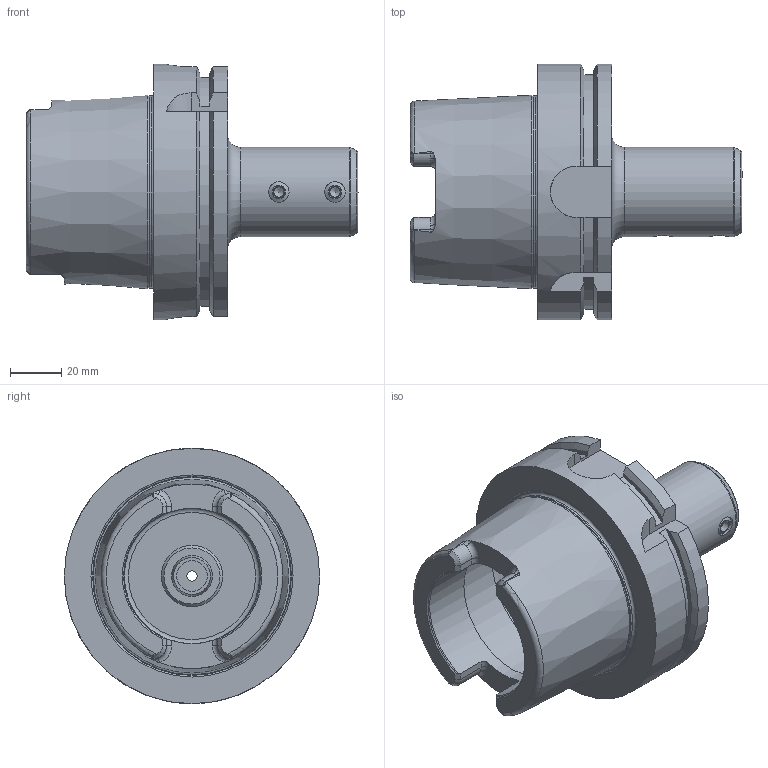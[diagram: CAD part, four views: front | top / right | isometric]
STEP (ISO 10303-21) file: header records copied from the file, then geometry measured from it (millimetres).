
FILE_DESCRIPTION((''),'2;1');
FILE_NAME('591077010080-3D.stp','2021-10-05T13:45:42',('nttooll'),(''),'Autodesk Inventor 2012','Autodesk Inventor 2012','');
FILE_SCHEMA(('AUTOMOTIVE_DESIGN { 1 0 10303 214 1 1 1 1 }'));
Length unit declared in the file: millimetre
Products named in the file (1): 591077010080-3D
Bounding box: 130 x 100 x 100 mm (x, y, z)
Volume: 307425 mm3; surface area: 59166.8 mm2
Topology: 1 solids, 1 shells, 145 faces, 348 edges, 216 vertices
Faces by surface type: plane 48, cylinder 45, cone 32, torus 20
Full cylindrical faces by diameter (mm): 4 x3, 4.619 x2, 5.5 x2, 8 x4, 10 x1, 10.4 x1, 12 x1, 15.3 x1, 16 x1, 24 x1, 35 x1, 53 x1, 53.8 x1, 63 x1, 75.3 x1, 100 x1
Entity records: 4173 total; most frequent: CARTESIAN_POINT 1065, DIRECTION 663, ORIENTED_EDGE 570, EDGE_CURVE 285, AXIS2_PLACEMENT_3D 284, EDGE_LOOP 209, VERTEX_POINT 204, FACE_OUTER_BOUND 145
